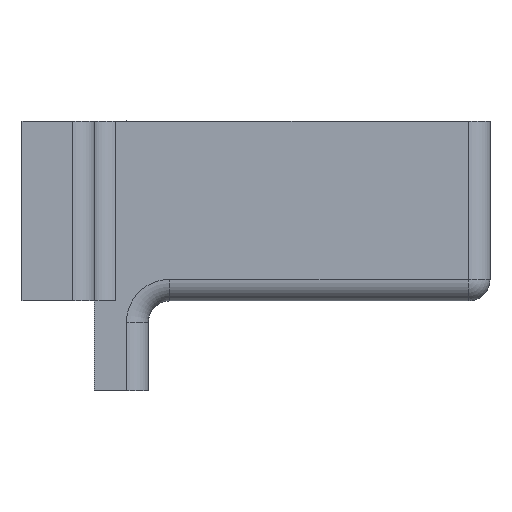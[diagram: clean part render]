
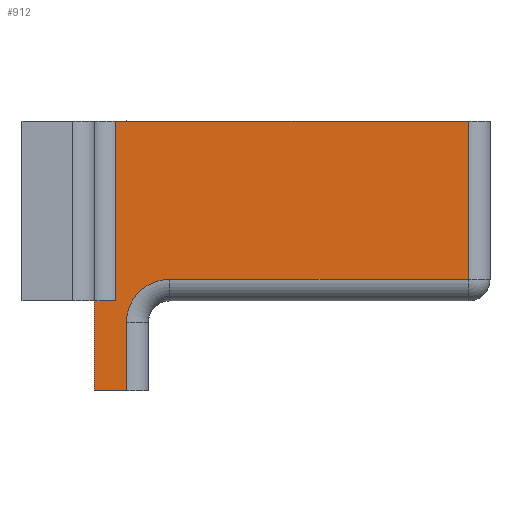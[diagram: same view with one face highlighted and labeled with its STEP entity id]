
A CAD part, front view. The second image highlights one B-rep face of the part: STEP entity #912.
In plain terms, the highlighted planar face has unit normal (0, -1, 0).
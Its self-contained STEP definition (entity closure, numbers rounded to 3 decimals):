
#78 = CARTESIAN_POINT ( 'NONE',  ( 5.2, 0., -5. ) ) ;
#119 = LINE ( 'NONE', #1043, #503 ) ;
#221 = CARTESIAN_POINT ( 'NONE',  ( 7., 0., -10. ) ) ;
#227 = VERTEX_POINT ( 'NONE', #1822 ) ;
#247 = DIRECTION ( 'NONE',  ( -1., 0., 0. ) ) ;
#261 = CARTESIAN_POINT ( 'NONE',  ( 5.8, 0., -10. ) ) ;
#279 = VERTEX_POINT ( 'NONE', #261 ) ;
#314 = VECTOR ( 'NONE', #591, 1000. ) ;
#336 = ORIENTED_EDGE ( 'NONE', *, *, #486, .T. ) ;
#354 = VECTOR ( 'NONE', #247, 1000. ) ;
#362 = EDGE_CURVE ( 'NONE', #1018, #1509, #1501, .T. ) ;
#370 = ORIENTED_EDGE ( 'NONE', *, *, #1232, .F. ) ;
#393 = VERTEX_POINT ( 'NONE', #1085 ) ;
#437 = DIRECTION ( 'NONE',  ( 0., 0., 1. ) ) ;
#486 = EDGE_CURVE ( 'NONE', #227, #1018, #602, .T. ) ;
#503 = VECTOR ( 'NONE', #1067, 1000. ) ;
#515 = LINE ( 'NONE', #704, #314 ) ;
#518 = ORIENTED_EDGE ( 'NONE', *, *, #870, .T. ) ;
#541 = ORIENTED_EDGE ( 'NONE', *, *, #1042, .F. ) ;
#581 = LINE ( 'NONE', #1278, #1213 ) ;
#591 = DIRECTION ( 'NONE',  ( 1., 0., 0. ) ) ;
#602 = LINE ( 'NONE', #1534, #706 ) ;
#704 = CARTESIAN_POINT ( 'NONE',  ( 24.8, 0., -3.8 ) ) ;
#706 = VECTOR ( 'NONE', #1827, 1000. ) ;
#730 = CARTESIAN_POINT ( 'NONE',  ( 5.8, 0., -6.2 ) ) ;
#800 = DIRECTION ( 'NONE',  ( 0., 1., 0. ) ) ;
#814 = DIRECTION ( 'NONE',  ( 0., 1., 0. ) ) ;
#832 = EDGE_CURVE ( 'NONE', #1816, #393, #900, .T. ) ;
#838 = DIRECTION ( 'NONE',  ( -1., 0., 0. ) ) ;
#850 = CARTESIAN_POINT ( 'NONE',  ( 4., 0., -10. ) ) ;
#862 = VECTOR ( 'NONE', #437, 1000. ) ;
#870 = EDGE_CURVE ( 'NONE', #1377, #1816, #515, .T. ) ;
#880 = VERTEX_POINT ( 'NONE', #730 ) ;
#885 = ORIENTED_EDGE ( 'NONE', *, *, #1416, .F. ) ;
#900 = LINE ( 'NONE', #964, #862 ) ;
#911 = PLANE ( 'NONE',  #1019 ) ;
#912 = ADVANCED_FACE ( 'NONE', ( #1253 ), #911, .F. ) ;
#931 = CARTESIAN_POINT ( 'NONE',  ( 26., 0., 5. ) ) ;
#959 = ORIENTED_EDGE ( 'NONE', *, *, #832, .T. ) ;
#963 = CARTESIAN_POINT ( 'NONE',  ( 26., 0., -5. ) ) ;
#964 = CARTESIAN_POINT ( 'NONE',  ( 24.8, 0., 5. ) ) ;
#985 = DIRECTION ( 'NONE',  ( -1., 0., 0. ) ) ;
#1006 = AXIS2_PLACEMENT_3D ( 'NONE', #1396, #800, #1218 ) ;
#1009 = EDGE_CURVE ( 'NONE', #279, #880, #581, .T. ) ;
#1011 = VECTOR ( 'NONE', #1378, 1000. ) ;
#1018 = VERTEX_POINT ( 'NONE', #78 ) ;
#1019 = AXIS2_PLACEMENT_3D ( 'NONE', #931, #814, #985 ) ;
#1042 = EDGE_CURVE ( 'NONE', #279, #1311, #1612, .T. ) ;
#1043 = CARTESIAN_POINT ( 'NONE',  ( 26., 0., 5. ) ) ;
#1067 = DIRECTION ( 'NONE',  ( 1., 0., 0. ) ) ;
#1085 = CARTESIAN_POINT ( 'NONE',  ( 24.8, 0., 5. ) ) ;
#1087 = CIRCLE ( 'NONE', #1006, 2.4 ) ;
#1179 = ORIENTED_EDGE ( 'NONE', *, *, #1009, .T. ) ;
#1204 = CARTESIAN_POINT ( 'NONE',  ( 8.2, 0., -3.8 ) ) ;
#1213 = VECTOR ( 'NONE', #1740, 1000. ) ;
#1218 = DIRECTION ( 'NONE',  ( -1., 0., 0. ) ) ;
#1232 = EDGE_CURVE ( 'NONE', #227, #393, #119, .T. ) ;
#1253 = FACE_OUTER_BOUND ( 'NONE', #1357, .T. ) ;
#1278 = CARTESIAN_POINT ( 'NONE',  ( 5.8, 0., 5. ) ) ;
#1311 = VERTEX_POINT ( 'NONE', #1368 ) ;
#1357 = EDGE_LOOP ( 'NONE', ( #1394, #518, #959, #370, #336, #1555, #885, #541, #1179 ) ) ;
#1368 = CARTESIAN_POINT ( 'NONE',  ( 4., 0., -10. ) ) ;
#1377 = VERTEX_POINT ( 'NONE', #1204 ) ;
#1378 = DIRECTION ( 'NONE',  ( 0., 0., 1. ) ) ;
#1394 = ORIENTED_EDGE ( 'NONE', *, *, #1535, .T. ) ;
#1396 = CARTESIAN_POINT ( 'NONE',  ( 8.2, 0., -6.2 ) ) ;
#1416 = EDGE_CURVE ( 'NONE', #1311, #1509, #1447, .T. ) ;
#1447 = LINE ( 'NONE', #850, #1011 ) ;
#1477 = VECTOR ( 'NONE', #838, 1000. ) ;
#1501 = LINE ( 'NONE', #963, #1477 ) ;
#1509 = VERTEX_POINT ( 'NONE', #1619 ) ;
#1534 = CARTESIAN_POINT ( 'NONE',  ( 5.2, 0., -5. ) ) ;
#1535 = EDGE_CURVE ( 'NONE', #880, #1377, #1087, .T. ) ;
#1555 = ORIENTED_EDGE ( 'NONE', *, *, #362, .T. ) ;
#1585 = CARTESIAN_POINT ( 'NONE',  ( 24.8, 0., -3.8 ) ) ;
#1612 = LINE ( 'NONE', #221, #354 ) ;
#1619 = CARTESIAN_POINT ( 'NONE',  ( 4., 0., -5. ) ) ;
#1740 = DIRECTION ( 'NONE',  ( 0., 0., 1. ) ) ;
#1816 = VERTEX_POINT ( 'NONE', #1585 ) ;
#1822 = CARTESIAN_POINT ( 'NONE',  ( 5.2, 0., 5. ) ) ;
#1827 = DIRECTION ( 'NONE',  ( 0., 0., -1. ) ) ;
